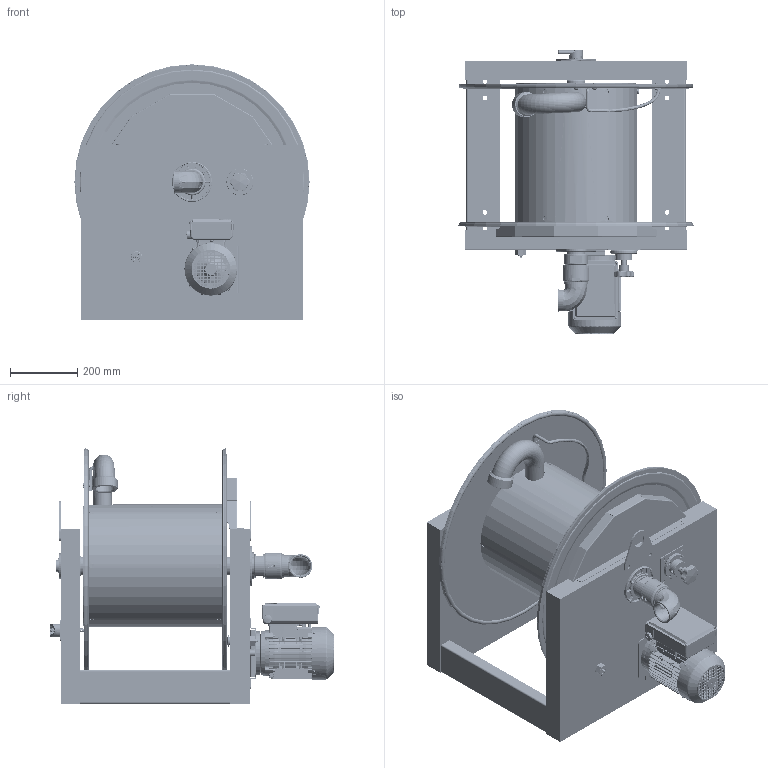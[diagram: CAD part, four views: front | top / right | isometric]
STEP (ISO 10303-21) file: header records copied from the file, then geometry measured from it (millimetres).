
FILE_DESCRIPTION(/* description */ ('Unknown'),/* implementation_level */ '2;1');
FILE_NAME(/* name */ '7741702.400',/* time_stamp */ '2021-08-24T10:39:17+02:00',/* author */ ('Unknown'),/* organization */ ('Unknown'),/* preprocessor_version */ 'ST-DEVELOPER v16.7',/* originating_system */ 'Solid Edge',/* authorisation */ 'Unknown');
FILE_SCHEMA (('AUTOMOTIVE_DESIGN {1 0 10303 214 3 1 1}'));
Products named in the file (1): 7741702
Bounding box: 700 x 847.5 x 760 mm (x, y, z)
Volume: 91563374 mm3; surface area: 5953997.1 mm2
Topology: 3 solids, 20 shells, 6580 faces, 17940 edges, 11535 vertices
Faces by surface type: plane 2833, cylinder 1849, bspline 953, cone 578, torus 308, sphere 59
Full cylindrical faces by diameter (mm): 1.5 x2, 1.85 x11, 2.3 x4, 2.75 x2, 3 x4, 3.5 x4, 4 x1, 4.5 x4, 4.917 x5, 5 x9, 5.25 x1, 6 x8, 6.1 x1, 6.4 x1, 6.5 x4, 6.562 x1, 6.594 x1, 6.6 x2, 7 x6, 7.5 x1, 7.536 x1, 8 x7, 8.5 x11, 8.6 x1, 9 x7, 9.1 x3, 10 x4, 10.106 x1, 10.5 x4, 10.8 x1
Entity records: 279398 total; most frequent: CARTESIAN_POINT 78152, ORIENTED_EDGE 33912, DIRECTION 29099, EDGE_CURVE 16977, VERTEX_POINT 11172, AXIS2_PLACEMENT_3D 10561, LINE 7977, VECTOR 7977
